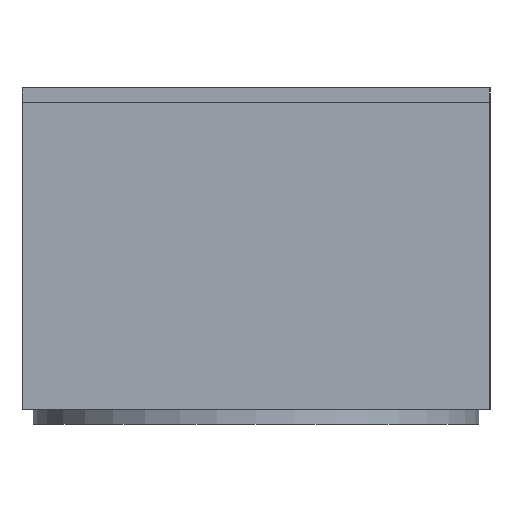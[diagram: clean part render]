
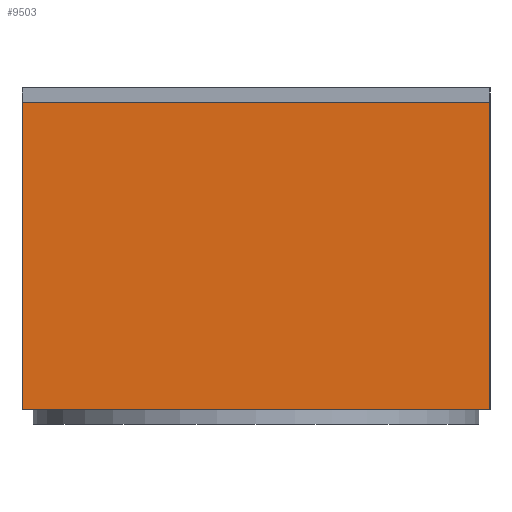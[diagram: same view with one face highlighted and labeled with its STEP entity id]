
A CAD part, left-side view. The second image highlights one B-rep face of the part: STEP entity #9503.
In plain terms, the highlighted planar face has unit normal (-1, 0, 0).
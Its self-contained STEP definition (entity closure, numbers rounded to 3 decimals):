
#870=PLANE('',#10100);
#1105=FACE_OUTER_BOUND('',#1627,.T.);
#1627=EDGE_LOOP('',(#7400,#7401,#7402,#7403));
#2342=LINE('',#13307,#3140);
#2372=LINE('',#13358,#3170);
#2514=LINE('',#13657,#3312);
#2517=LINE('',#13662,#3315);
#3140=VECTOR('',#11157,10.);
#3170=VECTOR('',#11209,10.);
#3312=VECTOR('',#11485,10.);
#3315=VECTOR('',#11492,10.);
#4075=VERTEX_POINT('',#13304);
#4076=VERTEX_POINT('',#13306);
#4086=VERTEX_POINT('',#13357);
#4176=VERTEX_POINT('',#13655);
#5171=EDGE_CURVE('',#4075,#4076,#2342,.T.);
#5203=EDGE_CURVE('',#4086,#4076,#2372,.T.);
#5356=EDGE_CURVE('',#4176,#4075,#2514,.T.);
#5359=EDGE_CURVE('',#4176,#4086,#2517,.T.);
#7400=ORIENTED_EDGE('',*,*,#5359,.T.);
#7401=ORIENTED_EDGE('',*,*,#5203,.T.);
#7402=ORIENTED_EDGE('',*,*,#5171,.F.);
#7403=ORIENTED_EDGE('',*,*,#5356,.F.);
#9503=ADVANCED_FACE('',(#1105),#870,.T.);
#10100=AXIS2_PLACEMENT_3D('',#13661,#11490,#11491);
#11157=DIRECTION('',(0.,-1.,0.));
#11209=DIRECTION('',(0.,0.,1.));
#11485=DIRECTION('',(0.,0.,1.));
#11490=DIRECTION('center_axis',(-1.,0.,0.));
#11491=DIRECTION('ref_axis',(0.,-1.,0.));
#11492=DIRECTION('',(0.,-1.,0.));
#13304=CARTESIAN_POINT('',(-160.,80.,110.));
#13306=CARTESIAN_POINT('',(-160.,-80.,110.));
#13307=CARTESIAN_POINT('',(-160.,80.,110.));
#13357=CARTESIAN_POINT('',(-160.,-80.,5.));
#13358=CARTESIAN_POINT('',(-160.,-80.,5.));
#13655=CARTESIAN_POINT('',(-160.,80.,5.));
#13657=CARTESIAN_POINT('',(-160.,80.,5.));
#13661=CARTESIAN_POINT('Origin',(-160.,80.,5.));
#13662=CARTESIAN_POINT('',(-160.,80.,5.));
